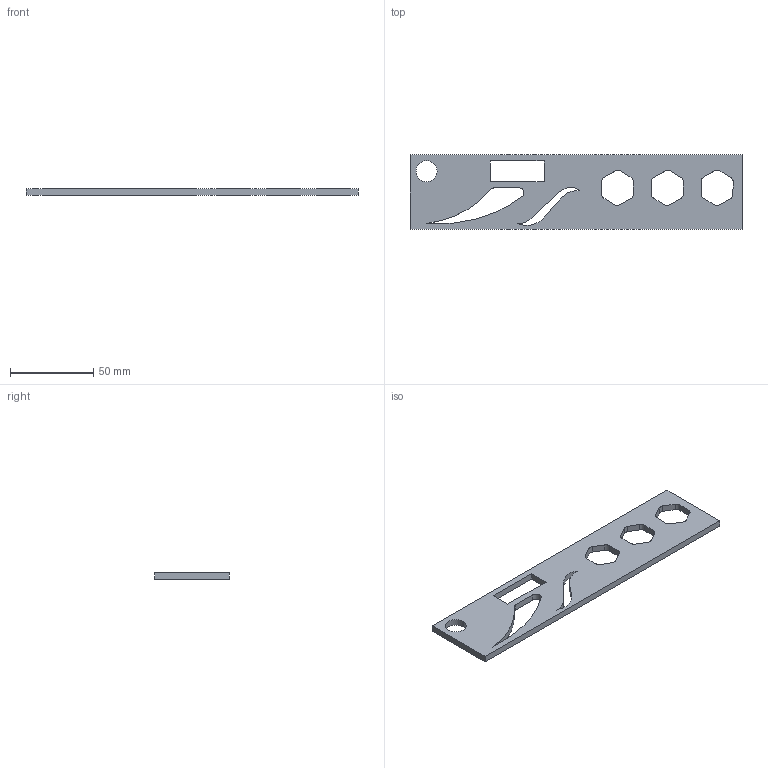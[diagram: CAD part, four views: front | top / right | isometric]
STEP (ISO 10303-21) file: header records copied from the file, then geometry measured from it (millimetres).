
FILE_DESCRIPTION (( 'STEP AP203' ), '1' );
FILE_NAME ('PlacaBase2.STEP', '2024-11-22T00:13:48', ( '' ), ( '' ), 'SwSTEP 2.0', 'SolidWorks 2024', '' );
FILE_SCHEMA (( 'CONFIG_CONTROL_DESIGN' ));
Length unit declared in the file: centimetre
Products named in the file (1): PlacaBase2
Bounding box: 200 x 45 x 4 mm (x, y, z)
Volume: 27778.6 mm3; surface area: 18030.6 mm2
Topology: 1 solids, 1 shells, 58 faces, 168 edges, 112 vertices
Faces by surface type: plane 29, cylinder 25, bspline 4
Entity records: 2041 total; most frequent: CARTESIAN_POINT 385, ORIENTED_EDGE 336, DIRECTION 318, EDGE_CURVE 168, VERTEX_POINT 112, VECTOR 108, LINE 108, AXIS2_PLACEMENT_3D 105
